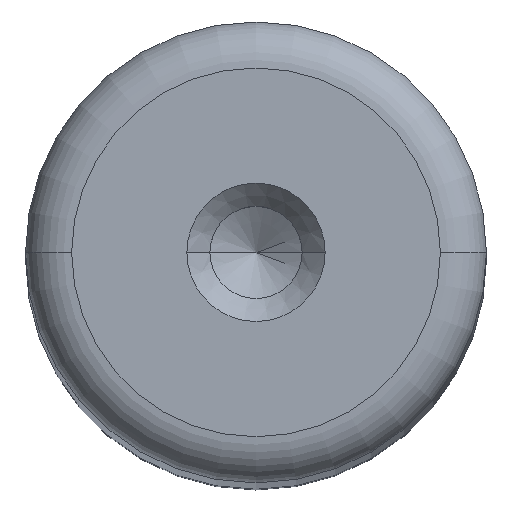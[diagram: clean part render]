
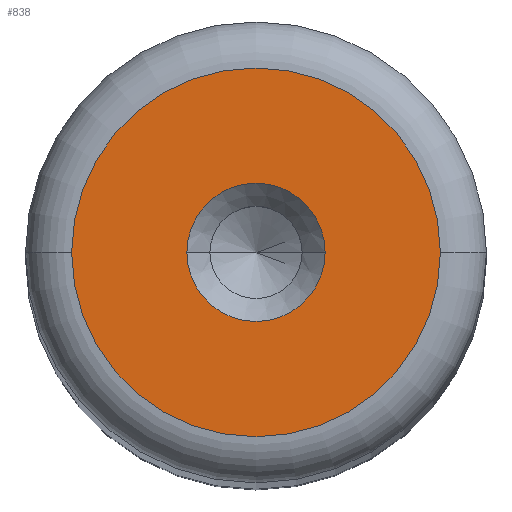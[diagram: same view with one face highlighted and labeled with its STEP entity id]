
A CAD part, top view. The second image highlights one B-rep face of the part: STEP entity #838.
In plain terms, the highlighted planar face has unit normal (0, 0, 1).
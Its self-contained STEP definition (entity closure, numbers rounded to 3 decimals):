
#24 = DIRECTION ( 'NONE',  ( 0., 0., 1. ) ) ;
#27 = CARTESIAN_POINT ( 'NONE',  ( 4., 0., 90. ) ) ;
#35 = DIRECTION ( 'NONE',  ( 0., 0., 1. ) ) ;
#112 = CARTESIAN_POINT ( 'NONE',  ( -4., 0., 90. ) ) ;
#185 = AXIS2_PLACEMENT_3D ( 'NONE', #414, #1234, #533 ) ;
#211 = AXIS2_PLACEMENT_3D ( 'NONE', #803, #310, #1149 ) ;
#260 = EDGE_CURVE ( 'NONE', #768, #1528, #796, .T. ) ;
#310 = DIRECTION ( 'NONE',  ( 0., 0., 1. ) ) ;
#365 = VERTEX_POINT ( 'NONE', #112 ) ;
#378 = ORIENTED_EDGE ( 'NONE', *, *, #1511, .F. ) ;
#414 = CARTESIAN_POINT ( 'NONE',  ( 0., 0., 90. ) ) ;
#483 = DIRECTION ( 'NONE',  ( 1., 0., 0. ) ) ;
#527 = EDGE_LOOP ( 'NONE', ( #937, #378 ) ) ;
#533 = DIRECTION ( 'NONE',  ( 1., 0., 0. ) ) ;
#602 = FACE_OUTER_BOUND ( 'NONE', #1336, .T. ) ;
#660 = AXIS2_PLACEMENT_3D ( 'NONE', #775, #24, #890 ) ;
#677 = EDGE_CURVE ( 'NONE', #365, #1510, #811, .T. ) ;
#691 = CIRCLE ( 'NONE', #1278, 4. ) ;
#747 = EDGE_CURVE ( 'NONE', #1510, #365, #691, .T. ) ;
#768 = VERTEX_POINT ( 'NONE', #1250 ) ;
#775 = CARTESIAN_POINT ( 'NONE',  ( 0., 0., 90. ) ) ;
#788 = CARTESIAN_POINT ( 'NONE',  ( 0., 0., 90. ) ) ;
#796 = CIRCLE ( 'NONE', #1341, 1.5 ) ;
#803 = CARTESIAN_POINT ( 'NONE',  ( 0., 0., 90. ) ) ;
#811 = CIRCLE ( 'NONE', #660, 4. ) ;
#838 = ADVANCED_FACE ( 'NONE', ( #1237, #602 ), #1379, .T. ) ;
#890 = DIRECTION ( 'NONE',  ( 1., 0., 0. ) ) ;
#896 = DIRECTION ( 'NONE',  ( 1., 0., 0. ) ) ;
#937 = ORIENTED_EDGE ( 'NONE', *, *, #260, .F. ) ;
#1117 = DIRECTION ( 'NONE',  ( 0., 0., 1. ) ) ;
#1132 = CIRCLE ( 'NONE', #185, 1.5 ) ;
#1149 = DIRECTION ( 'NONE',  ( 1., 0., 0. ) ) ;
#1234 = DIRECTION ( 'NONE',  ( 0., 0., 1. ) ) ;
#1237 = FACE_BOUND ( 'NONE', #527, .T. ) ;
#1240 = ORIENTED_EDGE ( 'NONE', *, *, #747, .T. ) ;
#1250 = CARTESIAN_POINT ( 'NONE',  ( 1.5, 0., 90. ) ) ;
#1278 = AXIS2_PLACEMENT_3D ( 'NONE', #788, #35, #896 ) ;
#1329 = CARTESIAN_POINT ( 'NONE',  ( 0., 0., 90. ) ) ;
#1336 = EDGE_LOOP ( 'NONE', ( #1240, #1417 ) ) ;
#1341 = AXIS2_PLACEMENT_3D ( 'NONE', #1329, #1117, #483 ) ;
#1357 = CARTESIAN_POINT ( 'NONE',  ( -1.5, 0., 90. ) ) ;
#1379 = PLANE ( 'NONE',  #211 ) ;
#1417 = ORIENTED_EDGE ( 'NONE', *, *, #677, .T. ) ;
#1510 = VERTEX_POINT ( 'NONE', #27 ) ;
#1511 = EDGE_CURVE ( 'NONE', #1528, #768, #1132, .T. ) ;
#1528 = VERTEX_POINT ( 'NONE', #1357 ) ;
